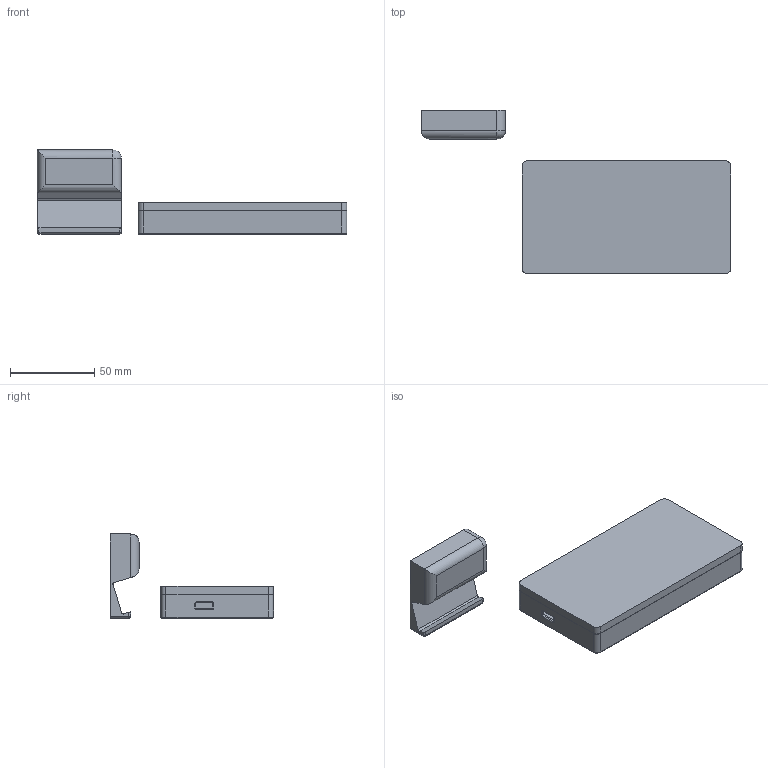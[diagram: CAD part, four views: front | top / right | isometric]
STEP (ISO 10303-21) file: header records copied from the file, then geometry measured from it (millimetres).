
FILE_DESCRIPTION(/* description */ (''),/* implementation_level */ '2;1');
FILE_NAME(/* name */ 'Lilygo epaper Front.step',/* time_stamp */ '2023-08-16T12:01:39+02:00',/* author */ (''),/* organization */ (''),/* preprocessor_version */ 'ST-DEVELOPER v19.2',/* originating_system */ 'Autodesk Translation Framework v12.6.0.85',/* authorisation */ '');
FILE_SCHEMA (('AUTOMOTIVE_DESIGN { 1 0 10303 214 3 1 1 }'));
Length unit declared in the file: millimetre
Products named in the file (1): Lilygo epaper
Bounding box: 184 x 97 x 50 mm (x, y, z)
Volume: 64759.4 mm3; surface area: 46229.7 mm2
Topology: 3 solids, 3 shells, 151 faces, 383 edges, 244 vertices
Faces by surface type: plane 92, cylinder 44, torus 12, sphere 3
Entity records: 4547 total; most frequent: DIRECTION 786, CARTESIAN_POINT 779, ORIENTED_EDGE 766, EDGE_CURVE 383, LINE 284, VECTOR 284, AXIS2_PLACEMENT_3D 251, VERTEX_POINT 244
